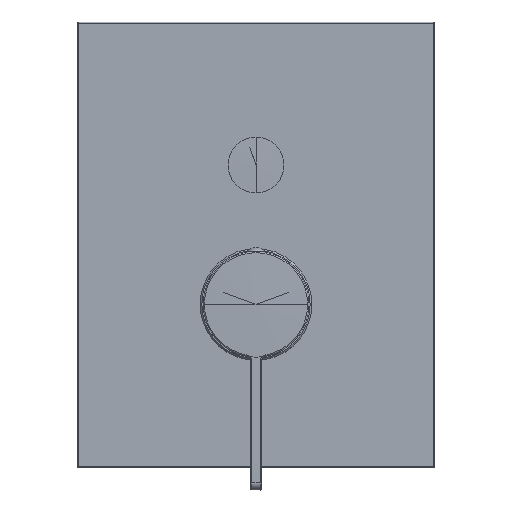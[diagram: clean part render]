
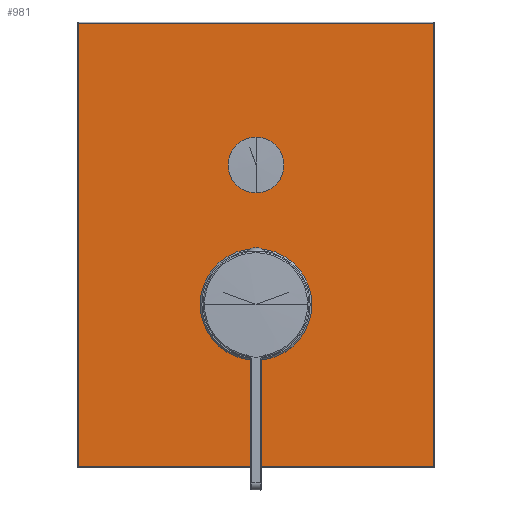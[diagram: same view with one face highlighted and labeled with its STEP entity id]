
A CAD part, top view. The second image highlights one B-rep face of the part: STEP entity #981.
In plain terms, the highlighted planar face has unit normal (0, 0, 1).
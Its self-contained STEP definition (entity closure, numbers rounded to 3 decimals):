
#41=DIRECTION('',(-1.,0.,0.));
#42=VECTOR('',#41,153.);
#43=CARTESIAN_POINT('',(76.5,95.75,60.));
#44=LINE('',#43,#42);
#45=DIRECTION('',(0.,1.,0.));
#46=VECTOR('',#45,191.);
#47=CARTESIAN_POINT('',(76.5,-95.25,60.));
#48=LINE('',#47,#46);
#49=DIRECTION('',(1.,0.,0.));
#50=VECTOR('',#49,153.);
#51=CARTESIAN_POINT('',(-76.5,-95.25,60.));
#52=LINE('',#51,#50);
#53=DIRECTION('',(0.,-1.,0.));
#54=VECTOR('',#53,191.);
#55=CARTESIAN_POINT('',(-76.5,95.75,60.));
#56=LINE('',#55,#54);
#184=CARTESIAN_POINT('',(0.,34.5,60.));
#185=DIRECTION('',(0.,0.,-1.));
#186=DIRECTION('',(1.,0.,0.));
#187=AXIS2_PLACEMENT_3D('',#184,#185,#186);
#189=CARTESIAN_POINT('',(0.,34.5,60.));
#190=DIRECTION('',(0.,0.,-1.));
#191=DIRECTION('',(-1.,0.,0.));
#192=AXIS2_PLACEMENT_3D('',#189,#190,#191);
#472=CARTESIAN_POINT('',(0.,-25.5,60.));
#473=DIRECTION('',(0.,0.,-1.));
#474=DIRECTION('',(-1.,0.,0.));
#475=AXIS2_PLACEMENT_3D('',#472,#473,#474);
#482=CARTESIAN_POINT('',(0.,-25.5,60.));
#483=DIRECTION('',(0.,0.,-1.));
#484=DIRECTION('',(1.,0.,0.));
#485=AXIS2_PLACEMENT_3D('',#482,#483,#484);
#874=CARTESIAN_POINT('',(76.5,95.75,60.));
#875=CARTESIAN_POINT('',(-76.5,95.75,60.));
#876=VERTEX_POINT('',#874);
#877=VERTEX_POINT('',#875);
#882=CARTESIAN_POINT('',(-76.5,-95.25,60.));
#883=VERTEX_POINT('',#882);
#888=CARTESIAN_POINT('',(76.5,-95.25,60.));
#889=VERTEX_POINT('',#888);
#902=CARTESIAN_POINT('',(-24.05,-25.5,60.));
#903=CARTESIAN_POINT('',(24.05,-25.5,60.));
#904=VERTEX_POINT('',#902);
#905=VERTEX_POINT('',#903);
#906=CARTESIAN_POINT('',(10.,34.5,60.));
#907=CARTESIAN_POINT('',(-10.,34.5,60.));
#908=VERTEX_POINT('',#906);
#909=VERTEX_POINT('',#907);
#955=CARTESIAN_POINT('',(0.,0.25,60.));
#956=DIRECTION('',(0.,0.,1.));
#957=DIRECTION('',(1.,0.,0.));
#958=AXIS2_PLACEMENT_3D('',#955,#956,#957);
#959=PLANE('',#958);
#961=ORIENTED_EDGE('',*,*,#960,.F.);
#963=ORIENTED_EDGE('',*,*,#962,.F.);
#964=ORIENTED_EDGE('',*,*,#938,.F.);
#966=ORIENTED_EDGE('',*,*,#965,.F.);
#967=EDGE_LOOP('',(#961,#963,#964,#966));
#968=FACE_OUTER_BOUND('',#967,.F.);
#970=ORIENTED_EDGE('',*,*,#969,.F.);
#972=ORIENTED_EDGE('',*,*,#971,.F.);
#973=EDGE_LOOP('',(#970,#972));
#974=FACE_BOUND('',#973,.F.);
#976=ORIENTED_EDGE('',*,*,#975,.F.);
#978=ORIENTED_EDGE('',*,*,#977,.F.);
#979=EDGE_LOOP('',(#976,#978));
#980=FACE_BOUND('',#979,.F.);
#981=ADVANCED_FACE('',(#968,#974,#980),#959,.T.);
#188=CIRCLE('',#187,10.);
#193=CIRCLE('',#192,10.);
#476=CIRCLE('',#475,24.05);
#486=CIRCLE('',#485,24.05);
#938=EDGE_CURVE('',#883,#889,#52,.T.);
#960=EDGE_CURVE('',#876,#877,#44,.T.);
#962=EDGE_CURVE('',#889,#876,#48,.T.);
#965=EDGE_CURVE('',#877,#883,#56,.T.);
#969=EDGE_CURVE('',#908,#909,#188,.T.);
#971=EDGE_CURVE('',#909,#908,#193,.T.);
#975=EDGE_CURVE('',#904,#905,#476,.T.);
#977=EDGE_CURVE('',#905,#904,#486,.T.);
